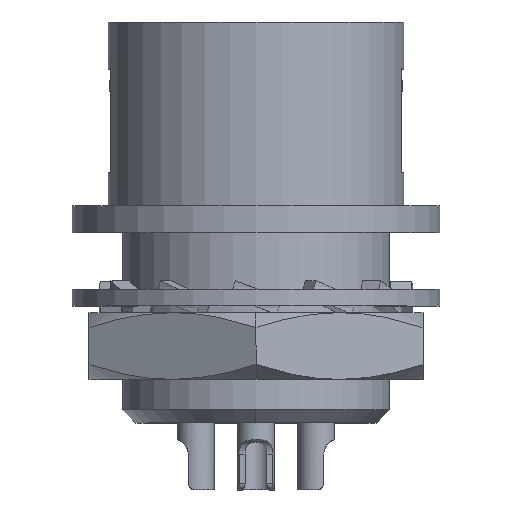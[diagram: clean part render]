
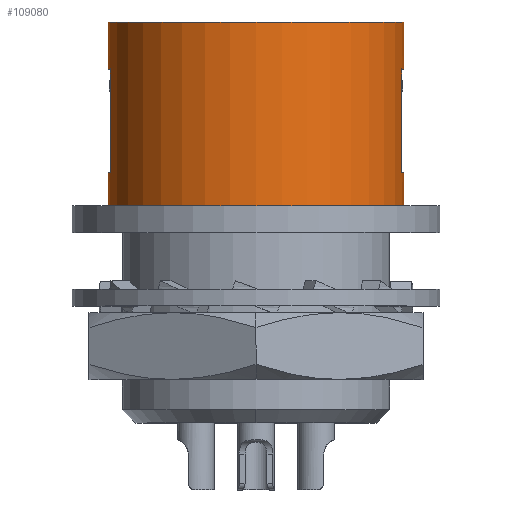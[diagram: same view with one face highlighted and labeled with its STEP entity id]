
A CAD part, top view. The second image highlights one B-rep face of the part: STEP entity #109080.
In plain terms, the highlighted cylindrical face has radius 4.425 mm (diameter 8.85 mm), a partial arc.
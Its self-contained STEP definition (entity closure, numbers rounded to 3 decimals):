
#1450=CARTESIAN_POINT('',(0.,14.,0.
));
#1460=DIRECTION('',(0.,1.,0.));
#1470=DIRECTION('',(1.,0.,0.));
#1480=AXIS2_PLACEMENT_3D('',#1450,#1460,#1470);
#1490=CIRCLE('',#1480,4.425);
#1500=CARTESIAN_POINT('',(4.425,14.,0.));
#1510=VERTEX_POINT('',#1500);
#1520=CARTESIAN_POINT('',(-4.425,14.,0.));
#1530=VERTEX_POINT('',#1520);
#1560=EDGE_CURVE('',#1530,#1510,#1490,.T.);
#3450=CARTESIAN_POINT('',(0.,8.47,
0.));
#3460=DIRECTION('',(0.,1.,0.));
#3470=DIRECTION('',(1.,0.,0.));
#3480=AXIS2_PLACEMENT_3D('',#3450,#3460,#3470);
#3490=CYLINDRICAL_SURFACE('',#3480,4.425);
#3500=CARTESIAN_POINT('',(4.425,8.47,0.));
#3510=DIRECTION('',(0.,1.,0.));
#3520=VECTOR('',#3510,1.);
#3530=LINE('',#3500,#3520);
#3540=CARTESIAN_POINT('',(4.425,8.5,0.));
#3550=VERTEX_POINT('',#3540);
#3560=CARTESIAN_POINT('',(4.425,9.5,0.));
#3570=VERTEX_POINT('',#3560);
#3580=EDGE_CURVE('',#3550,#3570,#3530,.T.);
#3600=CARTESIAN_POINT('',(0.,9.5,0.
));
#3610=DIRECTION('',(0.,1.,0.));
#3620=DIRECTION('',(1.,0.,0.));
#3630=AXIS2_PLACEMENT_3D('',#3600,#3610,#3620);
#3640=CIRCLE('',#3630,4.425);
#3770=CARTESIAN_POINT('',(0.,12.6,
0.));
#3780=DIRECTION('',(0.,1.,0.));
#3790=DIRECTION('',(1.,0.,0.));
#3800=AXIS2_PLACEMENT_3D('',#3770,#3780,#3790);
#3810=CIRCLE('',#3800,4.425);
#3820=CARTESIAN_POINT('',(4.425,12.6,0.));
#3830=VERTEX_POINT('',#3820);
#3860=EDGE_CURVE('',#3830,#1510,#3530,.T.);
#3890=CARTESIAN_POINT('',(-4.425,8.47,0.));
#3900=DIRECTION('',(0.,1.,0.));
#3910=VECTOR('',#3900,1.);
#3920=LINE('',#3890,#3910);
#3930=CARTESIAN_POINT('',(-4.425,12.6,0.));
#3940=VERTEX_POINT('',#3930);
#3950=EDGE_CURVE('',#3940,#1530,#3920,.T.);
#3970=CARTESIAN_POINT('',(0.,12.6,
0.));
#3980=DIRECTION('',(0.,1.,0.));
#3990=DIRECTION('',(1.,0.,0.));
#4000=AXIS2_PLACEMENT_3D('',#3970,#3980,#3990);
#4010=CIRCLE('',#4000,4.425);
#4140=CARTESIAN_POINT('',(0.,9.5,0.
));
#4150=DIRECTION('',(0.,1.,0.));
#4160=DIRECTION('',(1.,0.,0.));
#4170=AXIS2_PLACEMENT_3D('',#4140,#4150,#4160);
#4180=CIRCLE('',#4170,4.425);
#4190=CARTESIAN_POINT('',(-4.425,9.5,0.));
#4200=VERTEX_POINT('',#4190);
#4230=CARTESIAN_POINT('',(-4.425,8.5,0.));
#4240=VERTEX_POINT('',#4230);
#4250=EDGE_CURVE('',#4240,#4200,#3920,.T.);
#4270=CARTESIAN_POINT('',(0.,8.5,0.
));
#4280=DIRECTION('',(0.,1.,0.));
#4290=DIRECTION('',(1.,0.,0.));
#4300=AXIS2_PLACEMENT_3D('',#4270,#4280,#4290);
#4310=CIRCLE('',#4300,4.425);
#4570=EDGE_CURVE('',#4240,#3550,#4310,.T.);
#10620=CARTESIAN_POINT('',(4.361,12.6,0.75));
#10630=VERTEX_POINT('',#10620);
#10640=EDGE_CURVE('',#10630,#3830,#3810,.T.);
#12250=CARTESIAN_POINT('',(-4.361,9.5,0.75));
#12260=VERTEX_POINT('',#12250);
#12290=EDGE_CURVE('',#4200,#12260,#4180,.T.);
#12610=CARTESIAN_POINT('',(-4.361,8.47,0.75));
#12620=DIRECTION('',(0.,1.,0.));
#12630=VECTOR('',#12620,1.);
#12640=LINE('',#12610,#12630);
#12650=CARTESIAN_POINT('',(-4.361,12.6,0.75));
#12660=VERTEX_POINT('',#12650);
#12670=EDGE_CURVE('',#12260,#12660,#12640,.T.);
#12990=CARTESIAN_POINT('',(4.361,8.47,0.75));
#13000=DIRECTION('',(0.,1.,0.));
#13010=VECTOR('',#13000,1.);
#13020=LINE('',#12990,#13010);
#13030=CARTESIAN_POINT('',(4.361,9.5,0.75));
#13040=VERTEX_POINT('',#13030);
#13050=EDGE_CURVE('',#13040,#10630,#13020,.T.);
#13300=EDGE_CURVE('',#13040,#3570,#3640,.T.);
#13720=EDGE_CURVE('',#3940,#12660,#4010,.T.);
#108940=ORIENTED_EDGE('',*,*,#3860,.T.);
#108950=ORIENTED_EDGE('',*,*,#10640,.T.);
#108960=ORIENTED_EDGE('',*,*,#13050,.T.);
#108970=ORIENTED_EDGE('',*,*,#13300,.F.);
#108980=ORIENTED_EDGE('',*,*,#3580,.T.);
#108990=ORIENTED_EDGE('',*,*,#4570,.T.);
#109000=ORIENTED_EDGE('',*,*,#4250,.F.);
#109010=ORIENTED_EDGE('',*,*,#12290,.F.);
#109020=ORIENTED_EDGE('',*,*,#12670,.F.);
#109030=ORIENTED_EDGE('',*,*,#13720,.T.);
#109040=ORIENTED_EDGE('',*,*,#3950,.F.);
#109050=ORIENTED_EDGE('',*,*,#1560,.F.);
#109060=EDGE_LOOP('',(#109050,#109040,#109030,#109020,#109010,#109000,
#108990,#108980,#108970,#108960,#108950,#108940));
#109070=FACE_OUTER_BOUND('',#109060,.T.);
#109080=ADVANCED_FACE('',(#109070),#3490,.T.);
